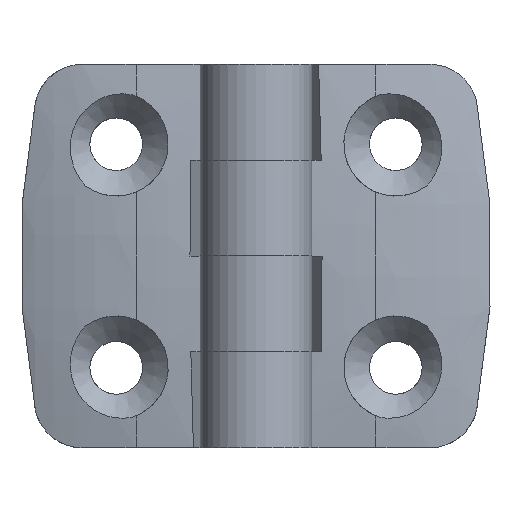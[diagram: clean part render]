
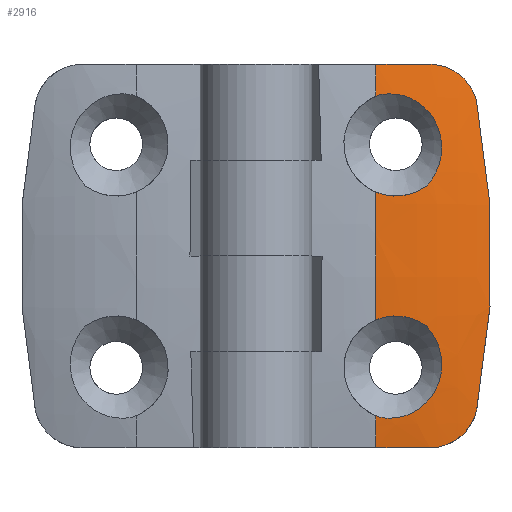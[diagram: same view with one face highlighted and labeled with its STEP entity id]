
A CAD part, top view. The second image highlights one B-rep face of the part: STEP entity #2916.
In plain terms, the highlighted toroidal (fillet/blend) face has major radius 141.215 mm and minor radius 51.931 mm.
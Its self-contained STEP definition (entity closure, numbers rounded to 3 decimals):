
#709=B_SPLINE_CURVE_WITH_KNOTS('',3,(#4947,#4948,#4949,#4950),
 .UNSPECIFIED.,.F.,.F.,(4,4),(-0.019,-0.018),
 .UNSPECIFIED.);
#710=B_SPLINE_CURVE_WITH_KNOTS('',3,(#4952,#4953,#4954,#4955,#4956,#4957,
#4958),.UNSPECIFIED.,.F.,.F.,(4,1,1,1,4),(0.,0.004,
0.009,0.013,0.017),
 .UNSPECIFIED.);
#711=B_SPLINE_CURVE_WITH_KNOTS('',3,(#4960,#4961,#4962,#4963,#4964),
 .UNSPECIFIED.,.F.,.F.,(4,1,4),(0.,0.003,
0.007),.UNSPECIFIED.);
#712=B_SPLINE_CURVE_WITH_KNOTS('',3,(#4965,#4966,#4967,#4968,#4969),
 .UNSPECIFIED.,.F.,.F.,(4,1,4),(-0.025,-0.022,
-0.019),.UNSPECIFIED.);
#713=B_SPLINE_CURVE_WITH_KNOTS('',3,(#4971,#4972,#4973,#4974,#4975,#4976,
#4977),.UNSPECIFIED.,.F.,.F.,(4,1,1,1,4),(0.,0.004,
0.009,0.013,0.017),
 .UNSPECIFIED.);
#714=B_SPLINE_CURVE_WITH_KNOTS('',3,(#4979,#4980,#4981,#4982),
 .UNSPECIFIED.,.F.,.F.,(4,4),(0.,0.001),
 .UNSPECIFIED.);
#715=B_SPLINE_CURVE_WITH_KNOTS('',3,(#4983,#4984,#4985,#4986),
 .UNSPECIFIED.,.F.,.F.,(4,4),(0.045,0.052),
 .UNSPECIFIED.);
#716=B_SPLINE_CURVE_WITH_KNOTS('',3,(#4988,#4989,#4990,#4991,#4992),
 .UNSPECIFIED.,.F.,.F.,(4,1,4),(0.,0.004,
0.008),.UNSPECIFIED.);
#717=B_SPLINE_CURVE_WITH_KNOTS('',3,(#4994,#4995,#4996,#4997,#4998,#4999),
 .UNSPECIFIED.,.F.,.F.,(4,1,1,4),(0.,0.019,
0.029,0.038),.UNSPECIFIED.);
#718=B_SPLINE_CURVE_WITH_KNOTS('',3,(#5001,#5002,#5003,#5004,#5005,#5006),
 .UNSPECIFIED.,.F.,.F.,(4,1,1,4),(0.,0.004,
0.006,0.008),.UNSPECIFIED.);
#719=B_SPLINE_CURVE_WITH_KNOTS('',3,(#5008,#5009,#5010,#5011),
 .UNSPECIFIED.,.F.,.F.,(4,4),(0.022,0.029),
 .UNSPECIFIED.);
#1402=ORIENTED_EDGE('',*,*,#1908,.T.);
#1403=ORIENTED_EDGE('',*,*,#1920,.T.);
#1404=ORIENTED_EDGE('',*,*,#1921,.T.);
#1405=ORIENTED_EDGE('',*,*,#1922,.T.);
#1406=ORIENTED_EDGE('',*,*,#1906,.T.);
#1407=ORIENTED_EDGE('',*,*,#1923,.T.);
#1408=ORIENTED_EDGE('',*,*,#1924,.T.);
#1409=ORIENTED_EDGE('',*,*,#1925,.T.);
#1410=ORIENTED_EDGE('',*,*,#1918,.T.);
#1411=ORIENTED_EDGE('',*,*,#1926,.F.);
#1412=ORIENTED_EDGE('',*,*,#1927,.F.);
#1413=ORIENTED_EDGE('',*,*,#1928,.F.);
#1414=ORIENTED_EDGE('',*,*,#1929,.F.);
#1415=ORIENTED_EDGE('',*,*,#1930,.F.);
#1906=EDGE_CURVE('',#2224,#2225,#2399,.T.);
#1908=EDGE_CURVE('',#2227,#2226,#2400,.T.);
#1918=EDGE_CURVE('',#2237,#2236,#2404,.T.);
#1920=EDGE_CURVE('',#2226,#2238,#709,.T.);
#1921=EDGE_CURVE('',#2238,#2239,#710,.T.);
#1922=EDGE_CURVE('',#2239,#2224,#711,.T.);
#1923=EDGE_CURVE('',#2225,#2240,#712,.T.);
#1924=EDGE_CURVE('',#2240,#2241,#713,.T.);
#1925=EDGE_CURVE('',#2241,#2237,#714,.T.);
#1926=EDGE_CURVE('',#2242,#2236,#715,.T.);
#1927=EDGE_CURVE('',#2243,#2242,#716,.T.);
#1928=EDGE_CURVE('',#2244,#2243,#717,.T.);
#1929=EDGE_CURVE('',#2245,#2244,#718,.T.);
#1930=EDGE_CURVE('',#2227,#2245,#719,.T.);
#2224=VERTEX_POINT('',#4889);
#2225=VERTEX_POINT('',#4890);
#2226=VERTEX_POINT('',#4898);
#2227=VERTEX_POINT('',#4900);
#2236=VERTEX_POINT('',#4936);
#2237=VERTEX_POINT('',#4938);
#2238=VERTEX_POINT('',#4951);
#2239=VERTEX_POINT('',#4959);
#2240=VERTEX_POINT('',#4970);
#2241=VERTEX_POINT('',#4978);
#2242=VERTEX_POINT('',#4987);
#2243=VERTEX_POINT('',#4993);
#2244=VERTEX_POINT('',#5000);
#2245=VERTEX_POINT('',#5007);
#2399=CIRCLE('',#3221,192.978);
#2400=CIRCLE('',#3222,192.978);
#2404=CIRCLE('',#3226,192.978);
#2563=EDGE_LOOP('',(#1402,#1403,#1404,#1405,#1406,#1407,#1408,#1409,#1410,
#1411,#1412,#1413,#1414,#1415));
#2745=FACE_BOUND('',#2563,.T.);
#2795=TOROIDAL_SURFACE('',#3227,141.215,51.931);
#2916=ADVANCED_FACE('',(#2745),#2795,.T.);
#3221=AXIS2_PLACEMENT_3D('',#4888,#3957,#3958);
#3222=AXIS2_PLACEMENT_3D('',#4899,#3959,#3960);
#3226=AXIS2_PLACEMENT_3D('',#4937,#3967,#3968);
#3227=AXIS2_PLACEMENT_3D('',#4946,#3969,#3970);
#3957=DIRECTION('',(1.,0.,0.));
#3958=DIRECTION('',(0.,0.,-1.));
#3959=DIRECTION('',(1.,0.,0.));
#3960=DIRECTION('',(0.,0.,-1.));
#3967=DIRECTION('',(1.,0.,0.));
#3968=DIRECTION('',(0.,0.,-1.));
#3969=DIRECTION('',(1.,0.,0.));
#3970=DIRECTION('',(0.,0.,-1.));
#4888=CARTESIAN_POINT('',(15.,-194.338,0.));
#4889=CARTESIAN_POINT('',(15.,-1.526,-8.));
#4890=CARTESIAN_POINT('',(15.,-1.526,8.));
#4898=CARTESIAN_POINT('',(15.,-2.4,-20.));
#4899=CARTESIAN_POINT('',(15.,-194.338,0.));
#4900=CARTESIAN_POINT('',(15.,-2.859,-24.));
#4936=CARTESIAN_POINT('',(15.,-2.859,24.));
#4937=CARTESIAN_POINT('',(15.,-194.338,0.));
#4938=CARTESIAN_POINT('',(15.,-2.4,20.));
#4946=CARTESIAN_POINT('',(10.818,-194.338,0.));
#4947=CARTESIAN_POINT('',(15.,-2.4,-20.));
#4948=CARTESIAN_POINT('',(15.16,-2.42,-20.067));
#4949=CARTESIAN_POINT('',(15.323,-2.44,-20.127));
#4950=CARTESIAN_POINT('',(15.487,-2.461,-20.181));
#4951=CARTESIAN_POINT('',(15.487,-2.461,-20.181));
#4952=CARTESIAN_POINT('',(15.487,-2.461,-20.181));
#4953=CARTESIAN_POINT('',(16.889,-2.618,-20.471));
#4954=CARTESIAN_POINT('',(19.843,-2.974,-20.059));
#4955=CARTESIAN_POINT('',(22.981,-3.351,-16.829));
#4956=CARTESIAN_POINT('',(23.599,-3.174,-12.383));
#4957=CARTESIAN_POINT('',(22.291,-2.71,-9.75));
#4958=CARTESIAN_POINT('',(21.306,-2.461,-8.731));
#4959=CARTESIAN_POINT('',(21.306,-2.461,-8.731));
#4960=CARTESIAN_POINT('',(21.306,-2.461,-8.731));
#4961=CARTESIAN_POINT('',(20.409,-2.246,-8.083));
#4962=CARTESIAN_POINT('',(18.305,-1.833,-7.265));
#4963=CARTESIAN_POINT('',(16.04,-1.592,-7.567));
#4964=CARTESIAN_POINT('',(15.,-1.526,-8.));
#4965=CARTESIAN_POINT('',(15.,-1.526,8.));
#4966=CARTESIAN_POINT('',(16.036,-1.592,7.568));
#4967=CARTESIAN_POINT('',(18.299,-1.832,7.262));
#4968=CARTESIAN_POINT('',(20.414,-2.247,8.087));
#4969=CARTESIAN_POINT('',(21.306,-2.46,8.731));
#4970=CARTESIAN_POINT('',(21.306,-2.461,8.731));
#4971=CARTESIAN_POINT('',(21.306,-2.46,8.731));
#4972=CARTESIAN_POINT('',(22.292,-2.71,9.751));
#4973=CARTESIAN_POINT('',(23.595,-3.173,12.37));
#4974=CARTESIAN_POINT('',(22.984,-3.352,16.824));
#4975=CARTESIAN_POINT('',(19.848,-2.974,20.057));
#4976=CARTESIAN_POINT('',(16.891,-2.618,20.471));
#4977=CARTESIAN_POINT('',(15.487,-2.461,20.181));
#4978=CARTESIAN_POINT('',(15.487,-2.461,20.181));
#4979=CARTESIAN_POINT('',(15.487,-2.461,20.181));
#4980=CARTESIAN_POINT('',(15.323,-2.44,20.127));
#4981=CARTESIAN_POINT('',(15.16,-2.42,20.067));
#4982=CARTESIAN_POINT('',(15.,-2.4,20.));
#4983=CARTESIAN_POINT('',(21.761,-3.864,24.));
#4984=CARTESIAN_POINT('',(19.544,-3.382,24.));
#4985=CARTESIAN_POINT('',(17.291,-3.045,24.));
#4986=CARTESIAN_POINT('',(15.,-2.859,24.));
#4987=CARTESIAN_POINT('',(21.761,-3.864,24.));
#4988=CARTESIAN_POINT('',(27.649,-4.961,19.149));
#4989=CARTESIAN_POINT('',(27.38,-5.008,20.529));
#4990=CARTESIAN_POINT('',(25.844,-4.762,23.038));
#4991=CARTESIAN_POINT('',(23.134,-4.162,24.));
#4992=CARTESIAN_POINT('',(21.761,-3.864,24.));
#4993=CARTESIAN_POINT('',(27.649,-4.961,19.149));
#4994=CARTESIAN_POINT('',(27.649,-4.961,-19.149));
#4995=CARTESIAN_POINT('',(28.889,-4.745,-12.795));
#4996=CARTESIAN_POINT('',(29.803,-4.629,-3.236));
#4997=CARTESIAN_POINT('',(29.199,-4.709,9.55));
#4998=CARTESIAN_POINT('',(28.269,-4.853,15.972));
#4999=CARTESIAN_POINT('',(27.649,-4.961,19.149));
#5000=CARTESIAN_POINT('',(27.649,-4.961,-19.149));
#5001=CARTESIAN_POINT('',(21.761,-3.864,-24.));
#5002=CARTESIAN_POINT('',(23.136,-4.163,-24.));
#5003=CARTESIAN_POINT('',(25.16,-4.609,-23.281));
#5004=CARTESIAN_POINT('',(27.009,-4.951,-21.15));
#5005=CARTESIAN_POINT('',(27.515,-4.984,-19.84));
#5006=CARTESIAN_POINT('',(27.649,-4.961,-19.149));
#5007=CARTESIAN_POINT('',(21.761,-3.864,-24.));
#5008=CARTESIAN_POINT('',(15.,-2.859,-24.));
#5009=CARTESIAN_POINT('',(17.277,-3.044,-24.));
#5010=CARTESIAN_POINT('',(19.531,-3.379,-24.));
#5011=CARTESIAN_POINT('',(21.761,-3.864,-24.));
